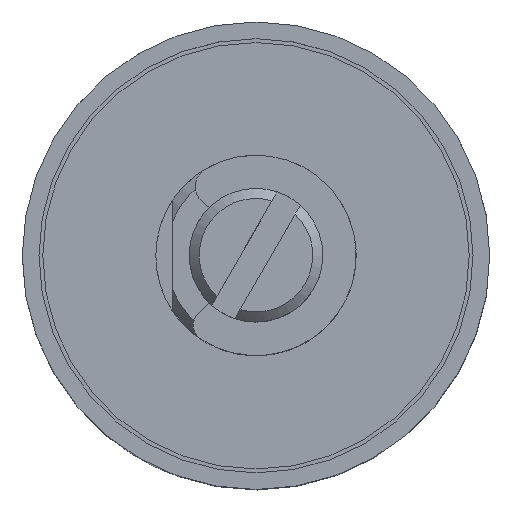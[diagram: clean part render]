
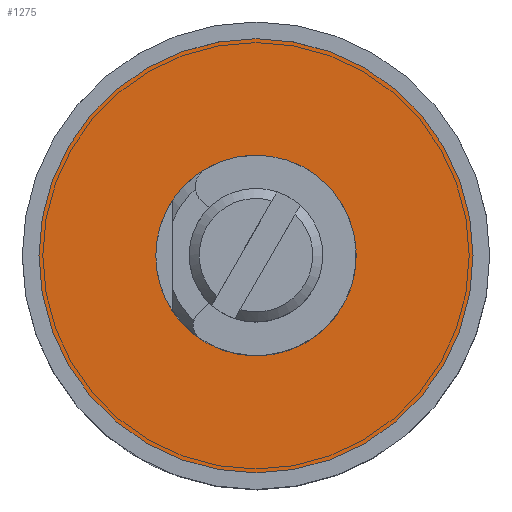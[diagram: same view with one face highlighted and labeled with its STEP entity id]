
A CAD part, top view. The second image highlights one B-rep face of the part: STEP entity #1275.
In plain terms, the highlighted planar face has unit normal (0, 0, 1).
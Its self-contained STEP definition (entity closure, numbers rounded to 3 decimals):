
#246 = ORIENTED_EDGE ( 'NONE', *, *, #8246, .T. ) ;
#1275 = ADVANCED_FACE ( 'NONE', ( #8646, #5498 ), #1679, .T. ) ;
#1308 = DIRECTION ( 'NONE',  ( 0., 0., 1. ) ) ;
#1469 = EDGE_LOOP ( 'NONE', ( #6026 ) ) ;
#1679 = PLANE ( 'NONE',  #7176 ) ;
#2560 = VERTEX_POINT ( 'NONE', #5654 ) ;
#3285 = CARTESIAN_POINT ( 'NONE',  ( 3., 0., 0.5 ) ) ;
#4844 = CIRCLE ( 'NONE', #8748, 6.5 ) ;
#4930 = CARTESIAN_POINT ( 'NONE',  ( 6.5, 0., 0.5 ) ) ;
#4983 = EDGE_LOOP ( 'NONE', ( #246 ) ) ;
#5277 = AXIS2_PLACEMENT_3D ( 'NONE', #7004, #5521, #6323 ) ;
#5498 = FACE_OUTER_BOUND ( 'NONE', #4983, .T. ) ;
#5521 = DIRECTION ( 'NONE',  ( 0., 0., -1. ) ) ;
#5654 = CARTESIAN_POINT ( 'NONE',  ( -3., 0., 0.5 ) ) ;
#5990 = CARTESIAN_POINT ( 'NONE',  ( 0., 0., 0.5 ) ) ;
#6026 = ORIENTED_EDGE ( 'NONE', *, *, #7038, .T. ) ;
#6323 = DIRECTION ( 'NONE',  ( -1., 0., 0. ) ) ;
#6592 = VERTEX_POINT ( 'NONE', #4930 ) ;
#7004 = CARTESIAN_POINT ( 'NONE',  ( 0., 0., 0.5 ) ) ;
#7038 = EDGE_CURVE ( 'NONE', #2560, #2560, #9134, .T. ) ;
#7176 = AXIS2_PLACEMENT_3D ( 'NONE', #3285, #9625, #8814 ) ;
#8246 = EDGE_CURVE ( 'NONE', #6592, #6592, #4844, .T. ) ;
#8646 = FACE_BOUND ( 'NONE', #1469, .T. ) ;
#8748 = AXIS2_PLACEMENT_3D ( 'NONE', #5990, #1308, #10126 ) ;
#8814 = DIRECTION ( 'NONE',  ( 1., 0., 0. ) ) ;
#9134 = CIRCLE ( 'NONE', #5277, 3. ) ;
#9625 = DIRECTION ( 'NONE',  ( 0., 0., 1. ) ) ;
#10126 = DIRECTION ( 'NONE',  ( 1., 0., 0. ) ) ;
